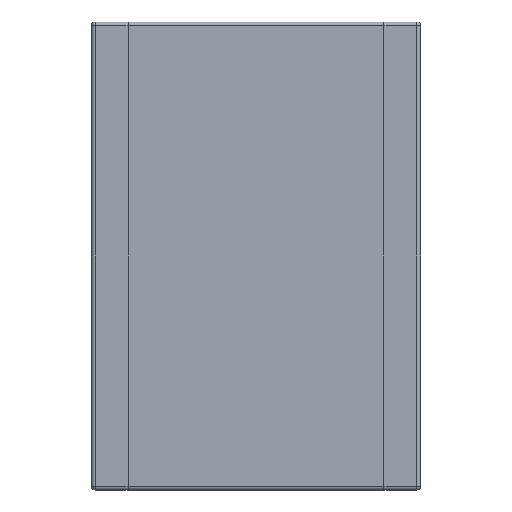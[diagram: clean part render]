
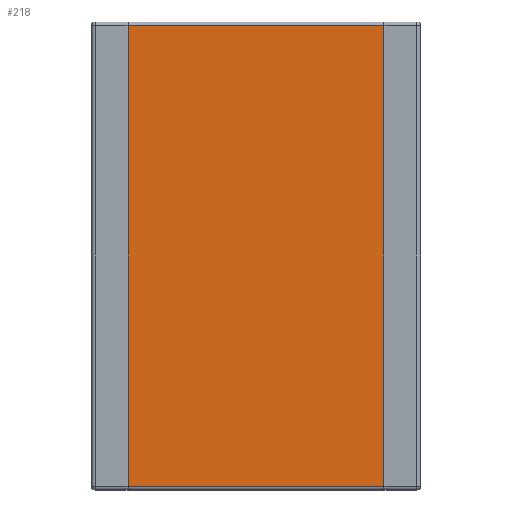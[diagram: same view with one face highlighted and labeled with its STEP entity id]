
A CAD part, front view. The second image highlights one B-rep face of the part: STEP entity #218.
In plain terms, the highlighted planar face has unit normal (0, -1, 0).
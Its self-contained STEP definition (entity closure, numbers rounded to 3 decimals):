
#29 = VERTEX_POINT ( 'NONE', #455 ) ;
#81 = VERTEX_POINT ( 'NONE', #648 ) ;
#218 = ADVANCED_FACE ( 'NONE', ( #1068 ), #1113, .T. ) ;
#219 = EDGE_LOOP ( 'NONE', ( #220, #221, #223, #224 ) ) ;
#220 = ORIENTED_EDGE ( 'NONE', *, *, #341, .F. ) ;
#221 = ORIENTED_EDGE ( 'NONE', *, *, #222, .T. ) ;
#222 = EDGE_CURVE ( 'NONE', #334, #327, #1108, .T. ) ;
#223 = ORIENTED_EDGE ( 'NONE', *, *, #329, .F. ) ;
#224 = ORIENTED_EDGE ( 'NONE', *, *, #225, .T. ) ;
#225 = EDGE_CURVE ( 'NONE', #29, #81, #1104, .T. ) ;
#327 = VERTEX_POINT ( 'NONE', #1499 ) ;
#329 = EDGE_CURVE ( 'NONE', #29, #327, #1497, .T. ) ;
#334 = VERTEX_POINT ( 'NONE', #1534 ) ;
#341 = EDGE_CURVE ( 'NONE', #334, #81, #1566, .T. ) ;
#455 = CARTESIAN_POINT ( 'NONE',  ( 1.75, 0., 3.15 ) ) ;
#648 = CARTESIAN_POINT ( 'NONE',  ( -1.75, 0., 3.15 ) ) ;
#1068 = FACE_OUTER_BOUND ( 'NONE', #219, .T. ) ;
#1101 = DIRECTION ( 'NONE',  ( -1., 0., 0. ) ) ;
#1102 = VECTOR ( 'NONE', #1101, 1000. ) ;
#1103 = CARTESIAN_POINT ( 'NONE',  ( -2.25, 0., 3.15 ) ) ;
#1104 = LINE ( 'NONE', #1103, #1102 ) ;
#1105 = DIRECTION ( 'NONE',  ( 1., 0., 0. ) ) ;
#1106 = VECTOR ( 'NONE', #1105, 1000. ) ;
#1107 = CARTESIAN_POINT ( 'NONE',  ( 2.25, 0., -3.15 ) ) ;
#1108 = LINE ( 'NONE', #1107, #1106 ) ;
#1109 = DIRECTION ( 'NONE',  ( 0., 0., -1. ) ) ;
#1110 = DIRECTION ( 'NONE',  ( 0., -1., 0. ) ) ;
#1111 = CARTESIAN_POINT ( 'NONE',  ( 2.25, 0., -3.2 ) ) ;
#1112 = AXIS2_PLACEMENT_3D ( 'NONE', #1111, #1110, #1109 ) ;
#1113 = PLANE ( 'NONE',  #1112 ) ;
#1494 = DIRECTION ( 'NONE',  ( 0., 0., -1. ) ) ;
#1495 = VECTOR ( 'NONE', #1494, 1000. ) ;
#1496 = CARTESIAN_POINT ( 'NONE',  ( 1.75, 0., -3.2 ) ) ;
#1497 = LINE ( 'NONE', #1496, #1495 ) ;
#1499 = CARTESIAN_POINT ( 'NONE',  ( 1.75, 0., -3.15 ) ) ;
#1534 = CARTESIAN_POINT ( 'NONE',  ( -1.75, 0., -3.15 ) ) ;
#1563 = DIRECTION ( 'NONE',  ( 0., 0., 1. ) ) ;
#1564 = VECTOR ( 'NONE', #1563, 1000. ) ;
#1565 = CARTESIAN_POINT ( 'NONE',  ( -1.75, 0., -3.2 ) ) ;
#1566 = LINE ( 'NONE', #1565, #1564 ) ;
